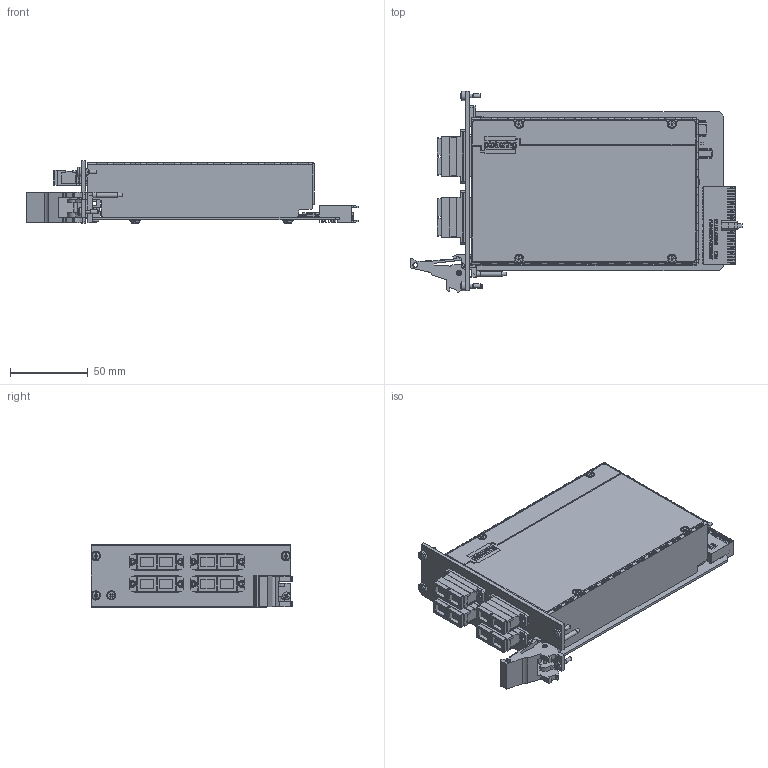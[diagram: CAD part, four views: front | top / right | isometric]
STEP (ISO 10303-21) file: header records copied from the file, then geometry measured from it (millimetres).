
FILE_DESCRIPTION (( 'STEP AP214' ), '1' );
FILE_NAME ('40-860-222 Optical SW D 2x2 MEMS SC-PC.STEP', '2013-09-11T15:33:42', ( 'admin' ), ( '' ), 'SwSTEP 2.0', 'SolidWorks 2012', '' );
FILE_SCHEMA (( 'AUTOMOTIVE_DESIGN' ));
Length unit declared in the file: millimetre
Products named in the file (1): 40-860-222 Optical SW D 2x2 MEMS SC-PC
Bounding box: 213.99 x 129.87 x 40 mm (x, y, z)
Surface area: 133367.6 mm2 (no closed solid volume)
Topology: 0 solids, 341 shells, 2724 faces, 10932 edges, 8301 vertices
Faces by surface type: plane 2022, cylinder 565, bspline 82, cone 28, torus 19, sphere 8
Full cylindrical faces by diameter (mm): 0.6 x110, 1.245 x128, 2 x8, 2.032 x30, 2.05 x1, 2.388 x8, 2.495 x1, 2.5 x5, 2.6 x1, 2.7 x1, 2.8 x1, 3 x3, 3.81 x7, 4.7 x5, 5 x9, 5.3 x3, 5.9 x1, 6 x3, 6.8 x4
Entity records: 161971 total; most frequent: CARTESIAN_POINT 45881, DIRECTION 16537, ORIENTED_EDGE 14916, EDGE_CURVE 10453, VERTEX_POINT 8183, LINE 7795, VECTOR 7795, AXIS2_PLACEMENT_3D 4371
